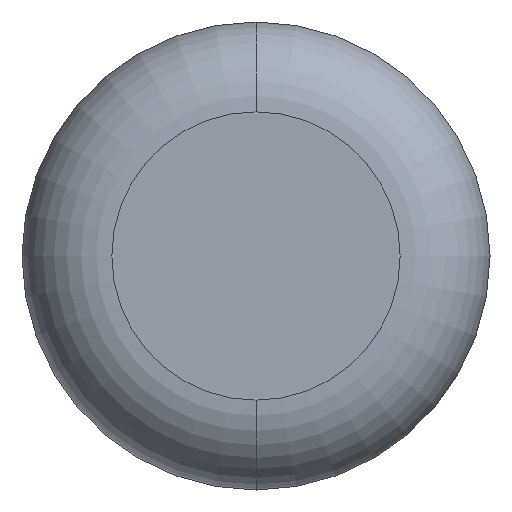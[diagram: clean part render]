
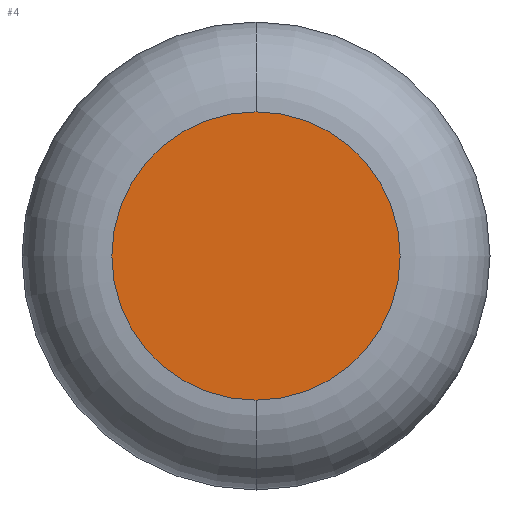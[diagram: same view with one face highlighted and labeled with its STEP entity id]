
A CAD part, front view. The second image highlights one B-rep face of the part: STEP entity #4.
In plain terms, the highlighted planar face has unit normal (0, -1, 0).
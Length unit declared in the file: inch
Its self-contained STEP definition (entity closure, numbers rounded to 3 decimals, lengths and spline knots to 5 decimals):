
#4 = ADVANCED_FACE ( 'NONE', ( #210 ), #378, .T. ) ;
#22 = ORIENTED_EDGE ( 'NONE', *, *, #143, .T. ) ;
#69 = CARTESIAN_POINT ( 'NONE',  ( 0., 0., 0.09625 ) ) ;
#111 = CARTESIAN_POINT ( 'NONE',  ( 0., 0., 0. ) ) ;
#113 = DIRECTION ( 'NONE',  ( 0., -1., 0. ) ) ;
#139 = AXIS2_PLACEMENT_3D ( 'NONE', #111, #113, #151 ) ;
#142 = EDGE_LOOP ( 'NONE', ( #171, #22 ) ) ;
#143 = EDGE_CURVE ( 'NONE', #245, #318, #254, .T. ) ;
#145 = DIRECTION ( 'NONE',  ( 0., 0., -1. ) ) ;
#149 = AXIS2_PLACEMENT_3D ( 'NONE', #158, #302, #270 ) ;
#151 = DIRECTION ( 'NONE',  ( 0., 0., -1. ) ) ;
#158 = CARTESIAN_POINT ( 'NONE',  ( 0., 0., 0. ) ) ;
#171 = ORIENTED_EDGE ( 'NONE', *, *, #279, .T. ) ;
#210 = FACE_OUTER_BOUND ( 'NONE', #142, .T. ) ;
#245 = VERTEX_POINT ( 'NONE', #69 ) ;
#254 = CIRCLE ( 'NONE', #149, 0.09625 ) ;
#258 = DIRECTION ( 'NONE',  ( 0., -1., 0. ) ) ;
#262 = CIRCLE ( 'NONE', #139, 0.09625 ) ;
#264 = CARTESIAN_POINT ( 'NONE',  ( 0., 0., 0. ) ) ;
#270 = DIRECTION ( 'NONE',  ( 0., 0., -1. ) ) ;
#279 = EDGE_CURVE ( 'NONE', #318, #245, #262, .T. ) ;
#289 = CARTESIAN_POINT ( 'NONE',  ( 0., 0., -0.09625 ) ) ;
#302 = DIRECTION ( 'NONE',  ( 0., -1., 0. ) ) ;
#304 = AXIS2_PLACEMENT_3D ( 'NONE', #264, #258, #145 ) ;
#318 = VERTEX_POINT ( 'NONE', #289 ) ;
#378 = PLANE ( 'NONE',  #304 ) ;
